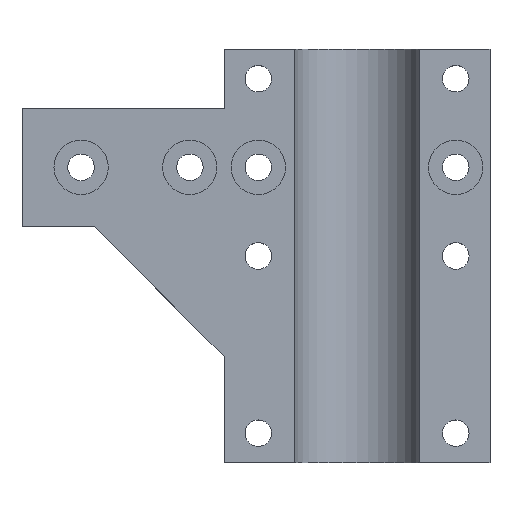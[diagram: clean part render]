
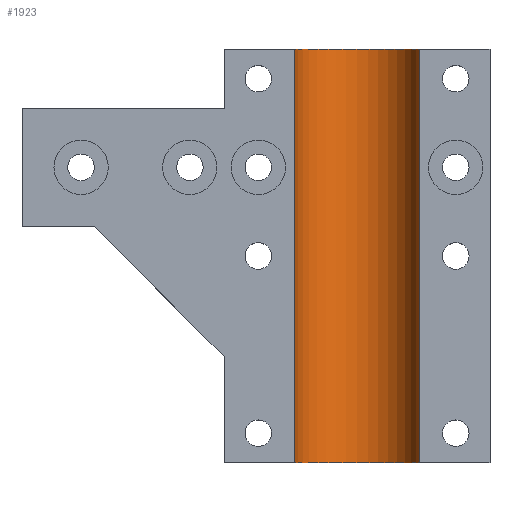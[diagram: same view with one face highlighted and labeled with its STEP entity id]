
A CAD part, top view. The second image highlights one B-rep face of the part: STEP entity #1923.
In plain terms, the highlighted cylindrical face has radius 10.6 mm (diameter 21.2 mm), a partial arc.
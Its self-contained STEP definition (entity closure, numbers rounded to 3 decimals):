
#128 = PLANE('',#129);
#129 = AXIS2_PLACEMENT_3D('',#130,#131,#132);
#130 = CARTESIAN_POINT('',(22.5,-35.,0.));
#131 = DIRECTION('',(0.,1.,0.));
#132 = DIRECTION('',(1.,0.,0.));
#184 = PLANE('',#185);
#185 = AXIS2_PLACEMENT_3D('',#186,#187,#188);
#186 = CARTESIAN_POINT('',(-22.5,35.,0.));
#187 = DIRECTION('',(0.,-1.,0.));
#188 = DIRECTION('',(-1.,0.,0.));
#631 = PLANE('',#632);
#632 = AXIS2_PLACEMENT_3D('',#633,#634,#635);
#633 = CARTESIAN_POINT('',(-48.95,15.,15.));
#634 = DIRECTION('',(0.,0.,-1.));
#635 = DIRECTION('',(-1.,0.,0.));
#888 = VERTEX_POINT('',#889);
#889 = CARTESIAN_POINT('',(10.6,-35.,15.));
#903 = PLANE('',#904);
#904 = AXIS2_PLACEMENT_3D('',#905,#906,#907);
#905 = CARTESIAN_POINT('',(-48.95,15.,15.));
#906 = DIRECTION('',(0.,0.,-1.));
#907 = DIRECTION('',(-1.,0.,0.));
#915 = EDGE_CURVE('',#888,#916,#918,.T.);
#916 = VERTEX_POINT('',#917);
#917 = CARTESIAN_POINT('',(-10.6,-35.,15.));
#918 = SURFACE_CURVE('',#919,(#924,#931),.PCURVE_S1.);
#919 = CIRCLE('',#920,10.6);
#920 = AXIS2_PLACEMENT_3D('',#921,#922,#923);
#921 = CARTESIAN_POINT('',(0.,-35.,15.));
#922 = DIRECTION('',(0.,1.,0.));
#923 = DIRECTION('',(-1.,0.,0.));
#924 = PCURVE('',#128,#925);
#925 = DEFINITIONAL_REPRESENTATION('',(#926),#930);
#926 = CIRCLE('',#927,10.6);
#927 = AXIS2_PLACEMENT_2D('',#928,#929);
#928 = CARTESIAN_POINT('',(-22.5,-15.));
#929 = DIRECTION('',(-1.,0.));
#930 = ( GEOMETRIC_REPRESENTATION_CONTEXT(2) 
PARAMETRIC_REPRESENTATION_CONTEXT() REPRESENTATION_CONTEXT('2D SPACE',''
  ) );
#931 = PCURVE('',#932,#937);
#932 = CYLINDRICAL_SURFACE('',#933,10.6);
#933 = AXIS2_PLACEMENT_3D('',#934,#935,#936);
#934 = CARTESIAN_POINT('',(0.,-35.,15.));
#935 = DIRECTION('',(0.,-1.,0.));
#936 = DIRECTION('',(-1.,0.,0.));
#937 = DEFINITIONAL_REPRESENTATION('',(#938),#942);
#938 = LINE('',#939,#940);
#939 = CARTESIAN_POINT('',(0.,0.));
#940 = VECTOR('',#941,1.);
#941 = DIRECTION('',(-1.,0.));
#942 = ( GEOMETRIC_REPRESENTATION_CONTEXT(2) 
PARAMETRIC_REPRESENTATION_CONTEXT() REPRESENTATION_CONTEXT('2D SPACE',''
  ) );
#1067 = EDGE_CURVE('',#1068,#1070,#1072,.T.);
#1068 = VERTEX_POINT('',#1069);
#1069 = CARTESIAN_POINT('',(10.6,35.,15.));
#1070 = VERTEX_POINT('',#1071);
#1071 = CARTESIAN_POINT('',(-10.6,35.,15.));
#1072 = SURFACE_CURVE('',#1073,(#1078,#1089),.PCURVE_S1.);
#1073 = CIRCLE('',#1074,10.6);
#1074 = AXIS2_PLACEMENT_3D('',#1075,#1076,#1077);
#1075 = CARTESIAN_POINT('',(0.,35.,15.));
#1076 = DIRECTION('',(0.,1.,0.));
#1077 = DIRECTION('',(0.,0.,-1.));
#1078 = PCURVE('',#184,#1079);
#1079 = DEFINITIONAL_REPRESENTATION('',(#1080),#1088);
#1080 = ( BOUNDED_CURVE() B_SPLINE_CURVE(2,(#1081,#1082,#1083,#1084,
#1085,#1086,#1087),.UNSPECIFIED.,.T.,.F.) B_SPLINE_CURVE_WITH_KNOTS((1,2
    ,2,2,2,1),(-2.094,0.,2.094,4.189,
6.283,8.378),.UNSPECIFIED.) CURVE() 
GEOMETRIC_REPRESENTATION_ITEM() RATIONAL_B_SPLINE_CURVE((1.,0.5,1.,0.5,
1.,0.5,1.)) REPRESENTATION_ITEM('') );
#1081 = CARTESIAN_POINT('',(-22.5,-4.4));
#1082 = CARTESIAN_POINT('',(-4.14,-4.4));
#1083 = CARTESIAN_POINT('',(-13.32,-20.3));
#1084 = CARTESIAN_POINT('',(-22.5,-36.2));
#1085 = CARTESIAN_POINT('',(-31.68,-20.3));
#1086 = CARTESIAN_POINT('',(-40.86,-4.4));
#1087 = CARTESIAN_POINT('',(-22.5,-4.4));
#1088 = ( GEOMETRIC_REPRESENTATION_CONTEXT(2) 
PARAMETRIC_REPRESENTATION_CONTEXT() REPRESENTATION_CONTEXT('2D SPACE',''
  ) );
#1089 = PCURVE('',#932,#1090);
#1090 = DEFINITIONAL_REPRESENTATION('',(#1091),#1095);
#1091 = LINE('',#1092,#1093);
#1092 = CARTESIAN_POINT('',(1.571,-70.));
#1093 = VECTOR('',#1094,1.);
#1094 = DIRECTION('',(-1.,0.));
#1095 = ( GEOMETRIC_REPRESENTATION_CONTEXT(2) 
PARAMETRIC_REPRESENTATION_CONTEXT() REPRESENTATION_CONTEXT('2D SPACE',''
  ) );
#1795 = EDGE_CURVE('',#916,#1070,#1796,.T.);
#1796 = SURFACE_CURVE('',#1797,(#1801,#1808),.PCURVE_S1.);
#1797 = LINE('',#1798,#1799);
#1798 = CARTESIAN_POINT('',(-10.6,-35.,15.));
#1799 = VECTOR('',#1800,1.);
#1800 = DIRECTION('',(0.,1.,0.));
#1801 = PCURVE('',#631,#1802);
#1802 = DEFINITIONAL_REPRESENTATION('',(#1803),#1807);
#1803 = LINE('',#1804,#1805);
#1804 = CARTESIAN_POINT('',(-38.35,-50.));
#1805 = VECTOR('',#1806,1.);
#1806 = DIRECTION('',(0.,1.));
#1807 = ( GEOMETRIC_REPRESENTATION_CONTEXT(2) 
PARAMETRIC_REPRESENTATION_CONTEXT() REPRESENTATION_CONTEXT('2D SPACE',''
  ) );
#1808 = PCURVE('',#932,#1809);
#1809 = DEFINITIONAL_REPRESENTATION('',(#1810),#1814);
#1810 = LINE('',#1811,#1812);
#1811 = CARTESIAN_POINT('',(-6.283,0.));
#1812 = VECTOR('',#1813,1.);
#1813 = DIRECTION('',(0.,-1.));
#1814 = ( GEOMETRIC_REPRESENTATION_CONTEXT(2) 
PARAMETRIC_REPRESENTATION_CONTEXT() REPRESENTATION_CONTEXT('2D SPACE',''
  ) );
#1923 = ADVANCED_FACE('',(#1924),#932,.F.);
#1924 = FACE_BOUND('',#1925,.T.);
#1925 = EDGE_LOOP('',(#1926,#1947,#1948,#1949));
#1926 = ORIENTED_EDGE('',*,*,#1927,.F.);
#1927 = EDGE_CURVE('',#1068,#888,#1928,.T.);
#1928 = SURFACE_CURVE('',#1929,(#1933,#1940),.PCURVE_S1.);
#1929 = LINE('',#1930,#1931);
#1930 = CARTESIAN_POINT('',(10.6,-35.,15.));
#1931 = VECTOR('',#1932,1.);
#1932 = DIRECTION('',(0.,-1.,0.));
#1933 = PCURVE('',#932,#1934);
#1934 = DEFINITIONAL_REPRESENTATION('',(#1935),#1939);
#1935 = LINE('',#1936,#1937);
#1936 = CARTESIAN_POINT('',(-3.142,0.));
#1937 = VECTOR('',#1938,1.);
#1938 = DIRECTION('',(0.,1.));
#1939 = ( GEOMETRIC_REPRESENTATION_CONTEXT(2) 
PARAMETRIC_REPRESENTATION_CONTEXT() REPRESENTATION_CONTEXT('2D SPACE',''
  ) );
#1940 = PCURVE('',#903,#1941);
#1941 = DEFINITIONAL_REPRESENTATION('',(#1942),#1946);
#1942 = LINE('',#1943,#1944);
#1943 = CARTESIAN_POINT('',(-59.55,-50.));
#1944 = VECTOR('',#1945,1.);
#1945 = DIRECTION('',(0.,-1.));
#1946 = ( GEOMETRIC_REPRESENTATION_CONTEXT(2) 
PARAMETRIC_REPRESENTATION_CONTEXT() REPRESENTATION_CONTEXT('2D SPACE',''
  ) );
#1947 = ORIENTED_EDGE('',*,*,#1067,.T.);
#1948 = ORIENTED_EDGE('',*,*,#1795,.F.);
#1949 = ORIENTED_EDGE('',*,*,#915,.F.);
